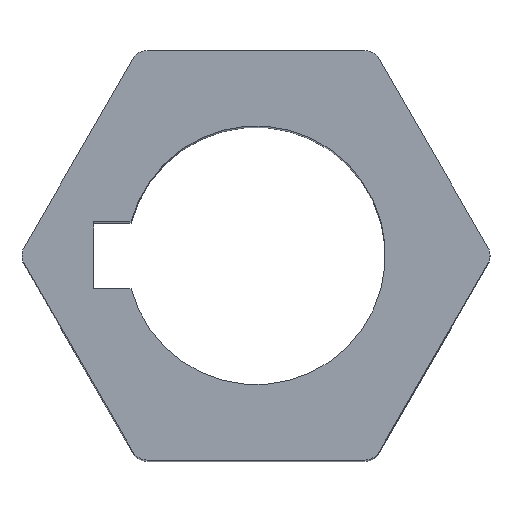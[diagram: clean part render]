
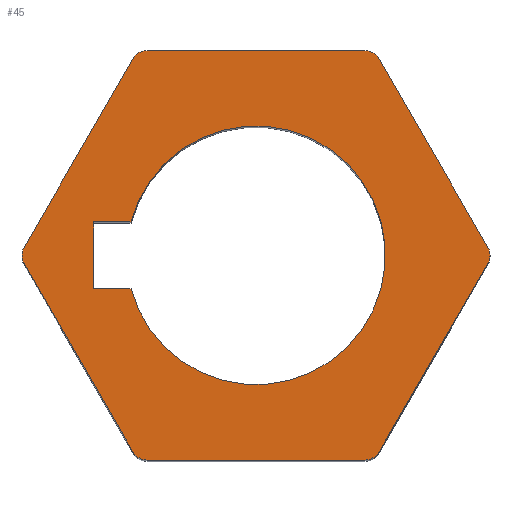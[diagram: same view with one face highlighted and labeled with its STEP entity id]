
A CAD part, top view. The second image highlights one B-rep face of the part: STEP entity #45.
In plain terms, the highlighted planar face has unit normal (0, 0, 1).
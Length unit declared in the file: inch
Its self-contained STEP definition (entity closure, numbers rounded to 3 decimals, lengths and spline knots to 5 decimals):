
#12 = ORIENTED_EDGE ( 'NONE', *, *, #364, .F. ) ;
#13 = ORIENTED_EDGE ( 'NONE', *, *, #363, .F. ) ;
#17 = ORIENTED_EDGE ( 'NONE', *, *, #334, .T. ) ;
#18 = ORIENTED_EDGE ( 'NONE', *, *, #356, .T. ) ;
#19 = ORIENTED_EDGE ( 'NONE', *, *, #358, .T. ) ;
#20 = ORIENTED_EDGE ( 'NONE', *, *, #359, .T. ) ;
#22 = ORIENTED_EDGE ( 'NONE', *, *, #361, .T. ) ;
#23 = ORIENTED_EDGE ( 'NONE', *, *, #357, .T. ) ;
#24 = ORIENTED_EDGE ( 'NONE', *, *, #374, .T. ) ;
#25 = ORIENTED_EDGE ( 'NONE', *, *, #355, .T. ) ;
#26 = ORIENTED_EDGE ( 'NONE', *, *, #353, .T. ) ;
#27 = ORIENTED_EDGE ( 'NONE', *, *, #332, .T. ) ;
#33 = ORIENTED_EDGE ( 'NONE', *, *, #392, .T. ) ;
#34 = ORIENTED_EDGE ( 'NONE', *, *, #376, .T. ) ;
#36 = ORIENTED_EDGE ( 'NONE', *, *, #313, .F. ) ;
#38 = ORIENTED_EDGE ( 'NONE', *, *, #410, .T. ) ;
#40 = ORIENTED_EDGE ( 'NONE', *, *, #384, .F. ) ;
#45 = ADVANCED_FACE ( 'NONE', ( #494, #465 ), #286, .T. ) ;
#64 = CARTESIAN_POINT ( 'NONE',  ( 0.28896, 0., 0.5 ) ) ;
#68 = DIRECTION ( 'NONE',  ( -0.5, -0.866, 0. ) ) ;
#69 = DIRECTION ( 'NONE',  ( 0., 0., 1. ) ) ;
#70 = DIRECTION ( 'NONE',  ( -1., 0., 0. ) ) ;
#74 = CARTESIAN_POINT ( 'NONE',  ( -0.15273, -0.04075, 0.5 ) ) ;
#75 = CARTESIAN_POINT ( 'NONE',  ( -0.28328, -0.00984, 0.5 ) ) ;
#77 = CARTESIAN_POINT ( 'NONE',  ( -0.15016, -0.24041, 0.5 ) ) ;
#80 = CARTESIAN_POINT ( 'NONE',  ( -0.28592, 0., 0.5 ) ) ;
#84 = DIRECTION ( 'NONE',  ( 1., 0., 0. ) ) ;
#85 = DIRECTION ( 'NONE',  ( 1., 0., 0. ) ) ;
#86 = DIRECTION ( 'NONE',  ( 0., 0., 1. ) ) ;
#87 = CARTESIAN_POINT ( 'NONE',  ( -0.13312, -0.23056, 0.5 ) ) ;
#96 = DIRECTION ( 'NONE',  ( 1., 0., 0. ) ) ;
#104 = CARTESIAN_POINT ( 'NONE',  ( -0.26623, 0., 0.5 ) ) ;
#106 = CARTESIAN_POINT ( 'NONE',  ( -0.28328, 0.00984, 0.5 ) ) ;
#108 = DIRECTION ( 'NONE',  ( -0.5, 0.866, 0. ) ) ;
#114 = DIRECTION ( 'NONE',  ( 0., 0., 1. ) ) ;
#115 = DIRECTION ( 'NONE',  ( 0., 0., 1. ) ) ;
#118 = CARTESIAN_POINT ( 'NONE',  ( 0.13312, -0.25025, 0.5 ) ) ;
#120 = DIRECTION ( 'NONE',  ( 1., 0., 0. ) ) ;
#122 = CARTESIAN_POINT ( 'NONE',  ( -0.13312, 0.25025, 0.5 ) ) ;
#125 = DIRECTION ( 'NONE',  ( 0.5, -0.866, 0. ) ) ;
#129 = DIRECTION ( 'NONE',  ( 1., 0., 0. ) ) ;
#133 = DIRECTION ( 'NONE',  ( 1., 0., 0. ) ) ;
#134 = CARTESIAN_POINT ( 'NONE',  ( -0.13312, -0.25025, 0.5 ) ) ;
#141 = DIRECTION ( 'NONE',  ( 0., 0., 1. ) ) ;
#144 = CARTESIAN_POINT ( 'NONE',  ( -0.15273, 0.04075, 0.5 ) ) ;
#146 = CARTESIAN_POINT ( 'NONE',  ( -0.14448, -0.25025, 0.5 ) ) ;
#149 = DIRECTION ( 'NONE',  ( 1., 0., 0. ) ) ;
#150 = CARTESIAN_POINT ( 'NONE',  ( -0.15273, -0.04075, 0.5 ) ) ;
#151 = CARTESIAN_POINT ( 'NONE',  ( 0.13312, -0.23056, 0.5 ) ) ;
#156 = CARTESIAN_POINT ( 'NONE',  ( 0.15016, -0.24041, 0.5 ) ) ;
#157 = DIRECTION ( 'NONE',  ( 1., 0., 0. ) ) ;
#160 = CARTESIAN_POINT ( 'NONE',  ( 0.13312, 0.23056, 0.5 ) ) ;
#163 = CARTESIAN_POINT ( 'NONE',  ( 0.14448, 0.25025, 0.5 ) ) ;
#166 = CARTESIAN_POINT ( 'NONE',  ( -0.13312, 0.23056, 0.5 ) ) ;
#168 = CARTESIAN_POINT ( 'NONE',  ( 0.15016, 0.24041, 0.5 ) ) ;
#190 = CARTESIAN_POINT ( 'NONE',  ( 0.26623, 0., 0.5 ) ) ;
#205 = CARTESIAN_POINT ( 'NONE',  ( -0.15016, 0.24041, 0.5 ) ) ;
#210 = CARTESIAN_POINT ( 'NONE',  ( 0.28328, 0.00984, 0.5 ) ) ;
#214 = DIRECTION ( 'NONE',  ( 0., 0., 1. ) ) ;
#215 = CARTESIAN_POINT ( 'NONE',  ( 0., 0., 0.5 ) ) ;
#229 = DIRECTION ( 'NONE',  ( 0., 0., 1. ) ) ;
#230 = CARTESIAN_POINT ( 'NONE',  ( 0.13312, 0.25025, 0.5 ) ) ;
#237 = CARTESIAN_POINT ( 'NONE',  ( -0.19823, -0.04075, 0.5 ) ) ;
#238 = CARTESIAN_POINT ( 'NONE',  ( -0.19823, 0.04075, 0.5 ) ) ;
#240 = DIRECTION ( 'NONE',  ( 0., -1., 0. ) ) ;
#241 = CARTESIAN_POINT ( 'NONE',  ( -0.19823, -0.04075, 0.5 ) ) ;
#244 = DIRECTION ( 'NONE',  ( 0.5, 0.866, 0. ) ) ;
#245 = CARTESIAN_POINT ( 'NONE',  ( 0., 0., 0.5 ) ) ;
#246 = CARTESIAN_POINT ( 'NONE',  ( 0.14448, -0.25025, 0.5 ) ) ;
#248 = CARTESIAN_POINT ( 'NONE',  ( -0.28896, 0., 0.5 ) ) ;
#257 = DIRECTION ( 'NONE',  ( 1., 0., 0. ) ) ;
#271 = CARTESIAN_POINT ( 'NONE',  ( 0.28328, -0.00984, 0.5 ) ) ;
#273 = CARTESIAN_POINT ( 'NONE',  ( -0.26623, 0., 0.5 ) ) ;
#280 = CARTESIAN_POINT ( 'NONE',  ( -0.14448, 0.25025, 0.5 ) ) ;
#286 = PLANE ( 'NONE',  #388 ) ;
#287 = DIRECTION ( 'NONE',  ( 0., 0., 1. ) ) ;
#290 = DIRECTION ( 'NONE',  ( -1., 0., 0. ) ) ;
#291 = DIRECTION ( 'NONE',  ( 1., 0., 0. ) ) ;
#292 = DIRECTION ( 'NONE',  ( 0., 0., 1. ) ) ;
#297 = DIRECTION ( 'NONE',  ( 1., 0., 0. ) ) ;
#305 = CARTESIAN_POINT ( 'NONE',  ( -0.15273, 0.04075, 0.5 ) ) ;
#313 = EDGE_CURVE ( 'NONE', #642, #607, #605, .T. ) ;
#315 = AXIS2_PLACEMENT_3D ( 'NONE', #215, #214, #257 ) ;
#316 = AXIS2_PLACEMENT_3D ( 'NONE', #151, #115, #149 ) ;
#322 = AXIS2_PLACEMENT_3D ( 'NONE', #273, #292, #291 ) ;
#326 = AXIS2_PLACEMENT_3D ( 'NONE', #87, #86, #85 ) ;
#327 = AXIS2_PLACEMENT_3D ( 'NONE', #160, #114, #84 ) ;
#328 = AXIS2_PLACEMENT_3D ( 'NONE', #104, #229, #157 ) ;
#329 = AXIS2_PLACEMENT_3D ( 'NONE', #190, #141, #96 ) ;
#330 = AXIS2_PLACEMENT_3D ( 'NONE', #166, #69, #133 ) ;
#332 = EDGE_CURVE ( 'NONE', #466, #488, #617, .T. ) ;
#334 = EDGE_CURVE ( 'NONE', #496, #520, #601, .T. ) ;
#353 = EDGE_CURVE ( 'NONE', #511, #466, #445, .T. ) ;
#355 = EDGE_CURVE ( 'NONE', #500, #519, #431, .T. ) ;
#356 = EDGE_CURVE ( 'NONE', #422, #453, #428, .T. ) ;
#357 = EDGE_CURVE ( 'NONE', #520, #422, #424, .T. ) ;
#358 = EDGE_CURVE ( 'NONE', #488, #449, #421, .T. ) ;
#359 = EDGE_CURVE ( 'NONE', #457, #500, #418, .T. ) ;
#361 = EDGE_CURVE ( 'NONE', #453, #457, #506, .T. ) ;
#363 = EDGE_CURVE ( 'NONE', #420, #642, #501, .T. ) ;
#364 = EDGE_CURVE ( 'NONE', #463, #420, #438, .T. ) ;
#374 = EDGE_CURVE ( 'NONE', #651, #496, #558, .T. ) ;
#376 = EDGE_CURVE ( 'NONE', #449, #651, #546, .T. ) ;
#384 = EDGE_CURVE ( 'NONE', #607, #463, #624, .T. ) ;
#388 = AXIS2_PLACEMENT_3D ( 'NONE', #245, #287, #297 ) ;
#392 = EDGE_CURVE ( 'NONE', #595, #511, #612, .T. ) ;
#410 = EDGE_CURVE ( 'NONE', #519, #595, #585, .T. ) ;
#412 = VECTOR ( 'NONE', #70, 39.37008 ) ;
#418 = LINE ( 'NONE', #163, #412 ) ;
#420 = VERTEX_POINT ( 'NONE', #238 ) ;
#421 = CIRCLE ( 'NONE', #326, 0.01969 ) ;
#422 = VERTEX_POINT ( 'NONE', #210 ) ;
#423 = VECTOR ( 'NONE', #108, 39.37008 ) ;
#424 = CIRCLE ( 'NONE', #329, 0.01969 ) ;
#428 = LINE ( 'NONE', #64, #423 ) ;
#431 = CIRCLE ( 'NONE', #330, 0.01969 ) ;
#438 = LINE ( 'NONE', #144, #486 ) ;
#445 = CIRCLE ( 'NONE', #328, 0.01969 ) ;
#449 = VERTEX_POINT ( 'NONE', #134 ) ;
#453 = VERTEX_POINT ( 'NONE', #168 ) ;
#457 = VERTEX_POINT ( 'NONE', #230 ) ;
#463 = VERTEX_POINT ( 'NONE', #305 ) ;
#465 = FACE_BOUND ( 'NONE', #467, .T. ) ;
#466 = VERTEX_POINT ( 'NONE', #75 ) ;
#467 = EDGE_LOOP ( 'NONE', ( #12, #40, #36, #13 ) ) ;
#470 = EDGE_LOOP ( 'NONE', ( #27, #19, #34, #24, #17, #23, #18, #22, #20, #25, #38, #33, #26 ) ) ;
#486 = VECTOR ( 'NONE', #290, 39.37008 ) ;
#488 = VERTEX_POINT ( 'NONE', #77 ) ;
#493 = VECTOR ( 'NONE', #240, 39.37008 ) ;
#494 = FACE_OUTER_BOUND ( 'NONE', #470, .T. ) ;
#496 = VERTEX_POINT ( 'NONE', #156 ) ;
#500 = VERTEX_POINT ( 'NONE', #122 ) ;
#501 = LINE ( 'NONE', #241, #493 ) ;
#506 = CIRCLE ( 'NONE', #327, 0.01969 ) ;
#511 = VERTEX_POINT ( 'NONE', #80 ) ;
#519 = VERTEX_POINT ( 'NONE', #205 ) ;
#520 = VERTEX_POINT ( 'NONE', #271 ) ;
#534 = VECTOR ( 'NONE', #120, 39.37008 ) ;
#546 = LINE ( 'NONE', #146, #534 ) ;
#558 = CIRCLE ( 'NONE', #316, 0.01969 ) ;
#575 = VECTOR ( 'NONE', #68, 39.37008 ) ;
#582 = VECTOR ( 'NONE', #244, 39.37008 ) ;
#585 = LINE ( 'NONE', #280, #575 ) ;
#595 = VERTEX_POINT ( 'NONE', #106 ) ;
#597 = VECTOR ( 'NONE', #125, 39.37008 ) ;
#601 = LINE ( 'NONE', #246, #582 ) ;
#605 = LINE ( 'NONE', #150, #613 ) ;
#607 = VERTEX_POINT ( 'NONE', #74 ) ;
#612 = CIRCLE ( 'NONE', #322, 0.01969 ) ;
#613 = VECTOR ( 'NONE', #129, 39.37008 ) ;
#617 = LINE ( 'NONE', #248, #597 ) ;
#624 = CIRCLE ( 'NONE', #315, 0.15807 ) ;
#642 = VERTEX_POINT ( 'NONE', #237 ) ;
#651 = VERTEX_POINT ( 'NONE', #118 ) ;
